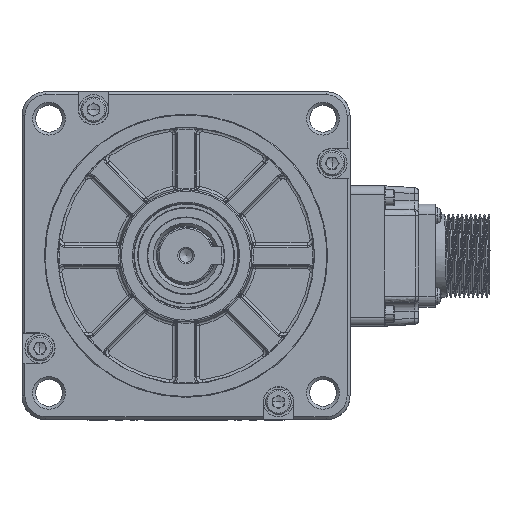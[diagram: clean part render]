
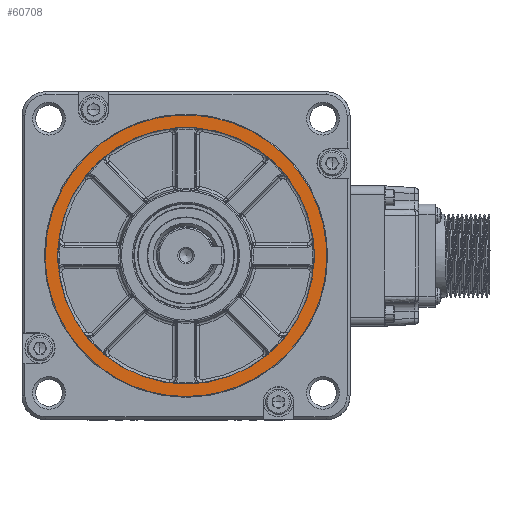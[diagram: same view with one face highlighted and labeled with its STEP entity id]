
A CAD part, top view. The second image highlights one B-rep face of the part: STEP entity #60708.
In plain terms, the highlighted planar face has unit normal (0, 0, 1).
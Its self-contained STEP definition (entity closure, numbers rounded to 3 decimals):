
#60367=CARTESIAN_POINT('',(-65.384,1028.61,24.));
#60368=VERTEX_POINT('',#60367);
#60378=CARTESIAN_POINT('',(-65.384,1028.61,24.));
#60379=CARTESIAN_POINT('',(-65.384,1075.81,24.));
#60380=CARTESIAN_POINT('',(-18.184,1075.81,24.));
#60381=CARTESIAN_POINT('',(29.016,1075.81,24.));
#60382=CARTESIAN_POINT('',(29.016,1028.61,24.));
#60383=CARTESIAN_POINT('',(29.016,1023.961,24.));
#60384=CARTESIAN_POINT('',(28.109,1019.401,24.));
#60385=CARTESIAN_POINT('',(27.202,1014.842,24.));
#60386=CARTESIAN_POINT('',(25.423,1010.547,24.));
#60387=CARTESIAN_POINT('',(23.644,1006.252,24.));
#60388=CARTESIAN_POINT('',(21.061,1002.387,24.));
#60389=CARTESIAN_POINT('',(18.479,998.521,24.));
#60390=CARTESIAN_POINT('',(15.191,995.234,24.));
#60391=CARTESIAN_POINT('',(11.904,991.947,24.));
#60392=CARTESIAN_POINT('',(8.039,989.364,24.));
#60393=CARTESIAN_POINT('',(4.174,986.782,24.));
#60394=CARTESIAN_POINT('',(-0.121,985.003,24.));
#60395=CARTESIAN_POINT('',(-4.416,983.224,24.));
#60396=CARTESIAN_POINT('',(-8.976,982.317,24.));
#60397=CARTESIAN_POINT('',(-13.535,981.41,24.));
#60398=CARTESIAN_POINT('',(-18.184,981.41,24.));
#60399=CARTESIAN_POINT('',(-22.833,981.41,24.));
#60400=CARTESIAN_POINT('',(-27.392,982.317,24.));
#60401=CARTESIAN_POINT('',(-31.952,983.224,24.));
#60402=CARTESIAN_POINT('',(-36.247,985.003,24.));
#60403=CARTESIAN_POINT('',(-40.542,986.782,24.));
#60404=CARTESIAN_POINT('',(-44.407,989.364,24.));
#60405=CARTESIAN_POINT('',(-48.272,991.947,24.));
#60406=CARTESIAN_POINT('',(-51.559,995.234,24.));
#60407=CARTESIAN_POINT('',(-54.847,998.521,24.));
#60408=CARTESIAN_POINT('',(-57.429,1002.387,24.));
#60409=CARTESIAN_POINT('',(-60.012,1006.252,24.));
#60410=CARTESIAN_POINT('',(-61.791,1010.547,24.));
#60411=CARTESIAN_POINT('',(-63.57,1014.842,24.));
#60412=CARTESIAN_POINT('',(-64.477,1019.401,24.));
#60413=CARTESIAN_POINT('',(-65.384,1023.961,24.));
#60414=CARTESIAN_POINT('',(-65.384,1028.61,24.));
#60415=(BOUNDED_CURVE()B_SPLINE_CURVE(2,(#60378,#60379,#60380,#60381,#60382,#60383,#60384,#60385,#60386,#60387,#60388,#60389,#60390,#60391,#60392,#60393,#60394,#60395,#60396,#60397,#60398,#60399,#60400,#60401,#60402,#60403,#60404,#60405,#60406,#60407,#60408,#60409,#60410,#60411,#60412,#60413,#60414),.UNSPECIFIED.,.T.,.U.)B_SPLINE_CURVE_WITH_KNOTS((3,2,2,2,2,2,2,2,2,2,2,2,2,2,2,2,2,2,3),(0.,0.5,1.,1.07,1.139,1.209,1.279,1.348,1.418,1.488,1.557,1.627,1.696,1.766,1.836,1.905,1.975,2.045,2.114),.UNSPECIFIED.)CURVE()GEOMETRIC_REPRESENTATION_ITEM()RATIONAL_B_SPLINE_CURVE((1.,0.707,1.,0.707,1.,1.,1.,1.,1.,1.,1.,1.,1.,1.,1.,1.,1.,1.,1.,1.,1.,1.,1.,1.,1.,1.,1.,1.,1.,1.,1.,1.,1.,1.,1.,1.,1.))REPRESENTATION_ITEM(''));
#60416=EDGE_CURVE('',#60368,#60368,#60415,.T.);
#60651=CARTESIAN_POINT('',(-18.184,1028.61,24.));
#60652=DIRECTION('',(1.,0.,0.));
#60653=DIRECTION('',(0.,0.,1.));
#60654=AXIS2_PLACEMENT_3D('',#60651,#60653,#60652);
#60655=PLANE('',#60654);
#60656=ORIENTED_EDGE('',*,*,#60416,.F.);
#60657=EDGE_LOOP('',(#60656));
#60658=FACE_OUTER_BOUND('',#60657,.T.);
#60659=CARTESIAN_POINT('',(-61.184,1028.61,24.));
#60660=VERTEX_POINT('',#60659);
#60661=CARTESIAN_POINT('',(24.816,1028.61,24.));
#60662=VERTEX_POINT('',#60661);
#60663=CARTESIAN_POINT('',(-61.184,1028.61,24.));
#60664=CARTESIAN_POINT('',(-61.184,1032.845,24.));
#60665=CARTESIAN_POINT('',(-60.358,1036.999,24.));
#60666=CARTESIAN_POINT('',(-59.532,1041.152,24.));
#60667=CARTESIAN_POINT('',(-57.911,1045.065,24.));
#60668=CARTESIAN_POINT('',(-56.29,1048.978,24.));
#60669=CARTESIAN_POINT('',(-53.937,1052.499,24.));
#60670=CARTESIAN_POINT('',(-51.584,1056.021,24.));
#60671=CARTESIAN_POINT('',(-48.59,1059.015,24.));
#60672=CARTESIAN_POINT('',(-45.595,1062.01,24.));
#60673=CARTESIAN_POINT('',(-42.074,1064.363,24.));
#60674=CARTESIAN_POINT('',(-38.552,1066.716,24.));
#60675=CARTESIAN_POINT('',(-34.639,1068.336,24.));
#60676=CARTESIAN_POINT('',(-30.727,1069.957,24.));
#60677=CARTESIAN_POINT('',(-26.573,1070.783,24.));
#60678=CARTESIAN_POINT('',(-22.419,1071.61,24.));
#60679=CARTESIAN_POINT('',(-18.184,1071.61,24.));
#60680=CARTESIAN_POINT('',(-13.949,1071.61,24.));
#60681=CARTESIAN_POINT('',(-9.795,1070.783,24.));
#60682=CARTESIAN_POINT('',(-5.641,1069.957,24.));
#60683=CARTESIAN_POINT('',(-1.729,1068.336,24.));
#60684=CARTESIAN_POINT('',(2.184,1066.716,24.));
#60685=CARTESIAN_POINT('',(5.705,1064.363,24.));
#60686=CARTESIAN_POINT('',(9.227,1062.01,24.));
#60687=CARTESIAN_POINT('',(12.222,1059.015,24.));
#60688=CARTESIAN_POINT('',(15.216,1056.021,24.));
#60689=CARTESIAN_POINT('',(17.569,1052.499,24.));
#60690=CARTESIAN_POINT('',(19.922,1048.978,24.));
#60691=CARTESIAN_POINT('',(21.543,1045.065,24.));
#60692=CARTESIAN_POINT('',(23.163,1041.152,24.));
#60693=CARTESIAN_POINT('',(23.99,1036.999,24.));
#60694=CARTESIAN_POINT('',(24.816,1032.845,24.));
#60695=CARTESIAN_POINT('',(24.816,1028.61,24.));
#60696=B_SPLINE_CURVE_WITH_KNOTS('',2,(#60663,#60664,#60665,#60666,#60667,#60668,#60669,#60670,#60671,#60672,#60673,#60674,#60675,#60676,#60677,#60678,#60679,#60680,#60681,#60682,#60683,#60684,#60685,#60686,#60687,#60688,#60689,#60690,#60691,#60692,#60693,#60694,#60695),.UNSPECIFIED.,.F.,.U.,(3,2,2,2,2,2,2,2,2,2,2,2,2,2,2,2,3),(0.5,0.531,0.563,0.594,0.625,0.656,0.688,0.719,0.75,0.781,0.813,0.844,0.875,0.906,0.938,0.969,1.),.UNSPECIFIED.);
#60697=EDGE_CURVE('',#60660,#60662,#60696,.T.);
#60698=ORIENTED_EDGE('',*,*,#60697,.T.);
#60699=CARTESIAN_POINT('',(-18.184,1028.61,24.));
#60700=DIRECTION('',(1.,0.,0.));
#60701=DIRECTION('',(0.,0.,-1.));
#60702=AXIS2_PLACEMENT_3D('',#60699,#60701,#60700);
#60703=CIRCLE('',#60702,43.);
#60704=EDGE_CURVE('',#60662,#60660,#60703,.T.);
#60705=ORIENTED_EDGE('',*,*,#60704,.T.);
#60706=EDGE_LOOP('',(#60698,#60705));
#60707=FACE_BOUND('',#60706,.T.);
#60708=ADVANCED_FACE('',(#60658,#60707),#60655,.T.);
